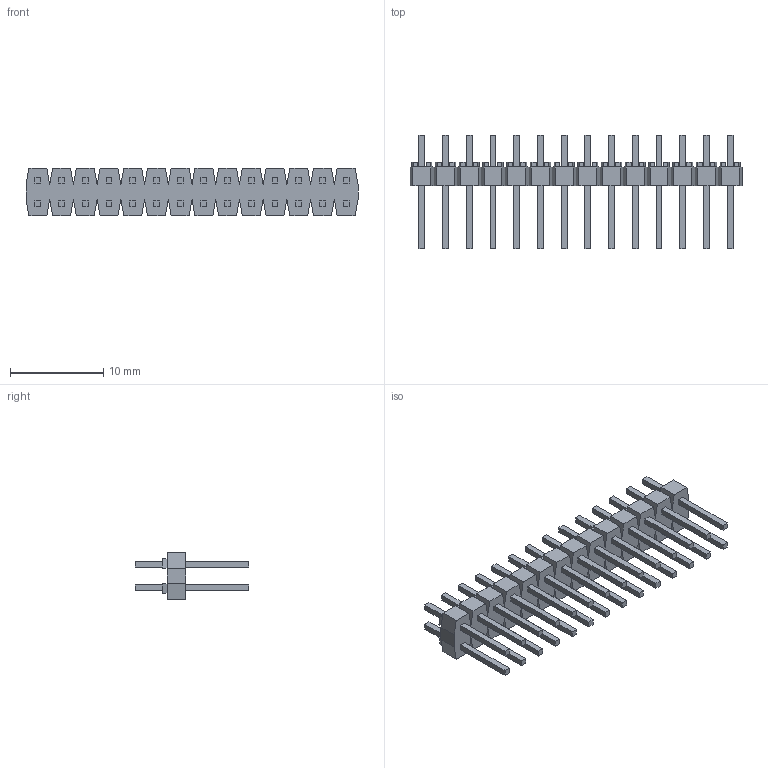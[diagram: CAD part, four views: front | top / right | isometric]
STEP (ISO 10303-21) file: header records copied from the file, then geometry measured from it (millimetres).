
FILE_DESCRIPTION(('STEP AP214'),'1');
FILE_NAME(' ',' ',('TraceParts'),('TraceParts S.A.'),'XStep 1.0',' ',' ');
FILE_SCHEMA(('automotive_design'));
Length unit declared in the file: millimetre
Products named in the file (57): 901310774
Bounding box: 35.56 x 12.15 x 5.08 mm (x, y, z)
Volume: 461.3 mm3; surface area: 1452.5 mm2
Topology: 1 solids, 1 shells, 648 faces, 1658 edges, 1180 vertices
Faces by surface type: plane 648
Entity records: 20237 total; most frequent: CARTESIAN_POINT 3543, ORIENTED_EDGE 3204, DIRECTION 3124, EDGE_CURVE 1602, LINE 1602, VECTOR 1602, VERTEX_POINT 1068, AXIS2_PLACEMENT_3D 761
